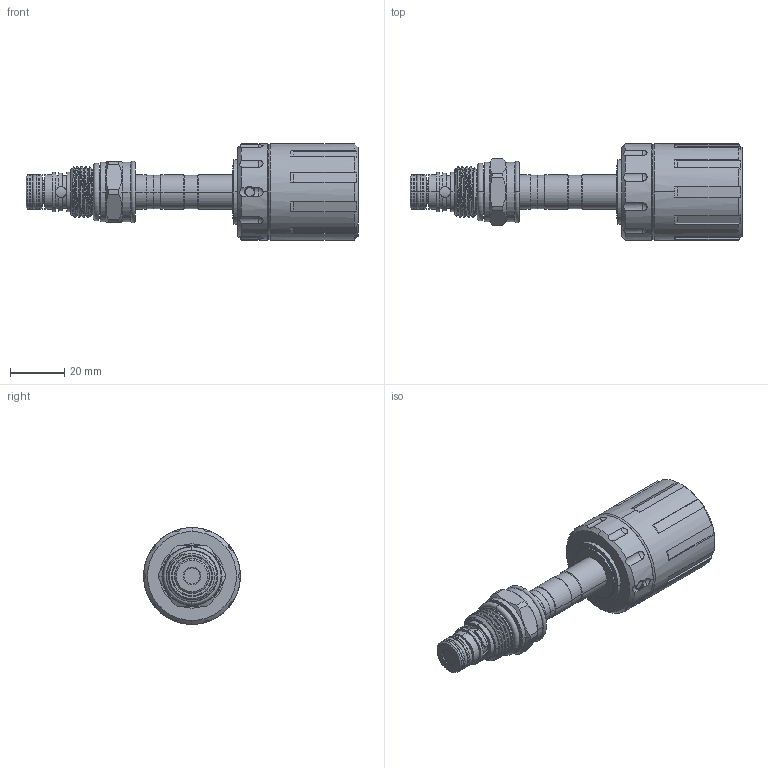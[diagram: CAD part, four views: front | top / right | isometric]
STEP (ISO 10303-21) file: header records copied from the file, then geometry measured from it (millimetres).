
FILE_DESCRIPTION (( 'STEP AP203' ), '1' );
FILE_NAME ('EP08W2A52RA04.STEP', '2024-12-11T00:30:21', ( '' ), ( '' ), 'SwSTEP 2.0', 'SolidWorks 2018', '' );
FILE_SCHEMA (( 'CONFIG_CONTROL_DESIGN' ));
Length unit declared in the file: millimetre
Products named in the file (1): EP08W2A52RA04
Bounding box: 122.3 x 35.6 x 35.6 mm (x, y, z)
Volume: 57899.4 mm3; surface area: 13034.6 mm2
Topology: 1 solids, 1 shells, 413 faces, 1054 edges, 682 vertices
Faces by surface type: plane 168, cylinder 143, cone 49, bspline 25, torus 18, sphere 10
Entity records: 37142 total; most frequent: CARTESIAN_POINT 27380, ORIENTED_EDGE 2108, DIRECTION 1894, EDGE_CURVE 1054, AXIS2_PLACEMENT_3D 704, VERTEX_POINT 682, LINE 486, VECTOR 486
